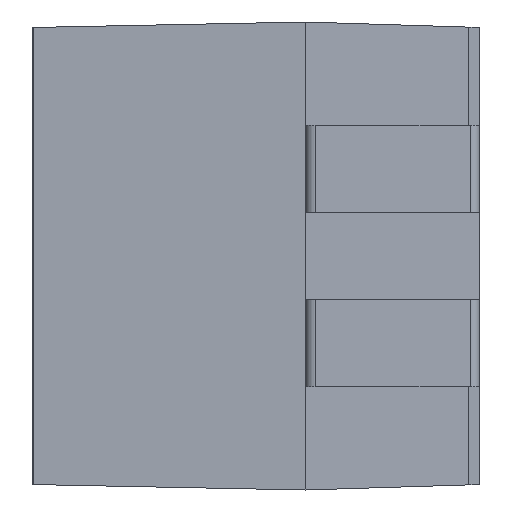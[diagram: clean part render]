
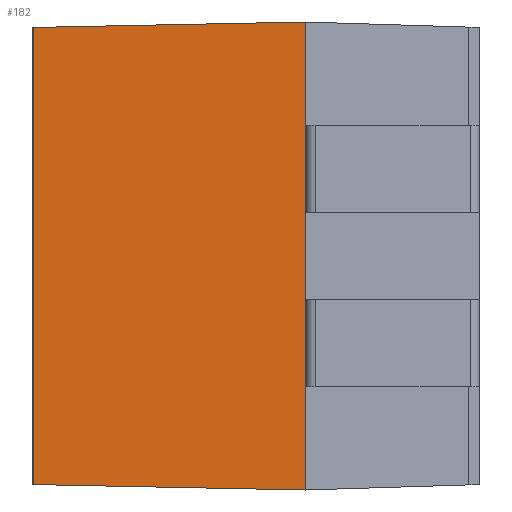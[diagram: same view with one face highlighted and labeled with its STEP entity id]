
A CAD part, left-side view. The second image highlights one B-rep face of the part: STEP entity #182.
In plain terms, the highlighted planar face has unit normal (-1, 0.02, 0).
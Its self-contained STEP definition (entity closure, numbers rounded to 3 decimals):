
#19 = VERTEX_POINT ( 'NONE', #710 ) ;
#21 = VERTEX_POINT ( 'NONE', #709 ) ;
#34 = VERTEX_POINT ( 'NONE', #559 ) ;
#84 = VERTEX_POINT ( 'NONE', #749 ) ;
#90 = EDGE_CURVE ( 'NONE', #21, #19, #875, .T. ) ;
#132 = VERTEX_POINT ( 'NONE', #919 ) ;
#146 = EDGE_CURVE ( 'NONE', #147, #170, #1071, .T. ) ;
#147 = VERTEX_POINT ( 'NONE', #1067 ) ;
#159 = EDGE_CURVE ( 'NONE', #84, #34, #1047, .T. ) ;
#170 = VERTEX_POINT ( 'NONE', #1028 ) ;
#182 = ADVANCED_FACE ( 'NONE', ( #1106 ), #1090, .T. ) ;
#183 = EDGE_LOOP ( 'NONE', ( #486, #487, #488, #491, #493, #494, #495, #496 ) ) ;
#427 = EDGE_CURVE ( 'NONE', #21, #147, #1748, .T. ) ;
#460 = EDGE_CURVE ( 'NONE', #132, #19, #2025, .T. ) ;
#486 = ORIENTED_EDGE ( 'NONE', *, *, #427, .T. ) ;
#487 = ORIENTED_EDGE ( 'NONE', *, *, #146, .T. ) ;
#488 = ORIENTED_EDGE ( 'NONE', *, *, #489, .F. ) ;
#489 = EDGE_CURVE ( 'NONE', #490, #170, #1928, .T. ) ;
#490 = VERTEX_POINT ( 'NONE', #1924 ) ;
#491 = ORIENTED_EDGE ( 'NONE', *, *, #492, .F. ) ;
#492 = EDGE_CURVE ( 'NONE', #34, #490, #1923, .T. ) ;
#493 = ORIENTED_EDGE ( 'NONE', *, *, #159, .F. ) ;
#494 = ORIENTED_EDGE ( 'NONE', *, *, #498, .T. ) ;
#495 = ORIENTED_EDGE ( 'NONE', *, *, #460, .T. ) ;
#496 = ORIENTED_EDGE ( 'NONE', *, *, #90, .F. ) ;
#498 = EDGE_CURVE ( 'NONE', #84, #132, #1919, .T. ) ;
#559 = CARTESIAN_POINT ( 'NONE',  ( -3.55, 1.6, 0.4 ) ) ;
#709 = CARTESIAN_POINT ( 'NONE',  ( -3.5, 4.1, -2.1 ) ) ;
#710 = CARTESIAN_POINT ( 'NONE',  ( -3.5, 4.1, 2.1 ) ) ;
#749 = CARTESIAN_POINT ( 'NONE',  ( -3.55, 1.6, 1.2 ) ) ;
#872 = DIRECTION ( 'NONE',  ( 0., 0., 1. ) ) ;
#873 = VECTOR ( 'NONE', #872, 1000. ) ;
#874 = CARTESIAN_POINT ( 'NONE',  ( -3.5, 4.1, 2.15 ) ) ;
#875 = LINE ( 'NONE', #874, #873 ) ;
#919 = CARTESIAN_POINT ( 'NONE',  ( -3.55, 1.6, 2.15 ) ) ;
#1028 = CARTESIAN_POINT ( 'NONE',  ( -3.55, 1.6, -1.2 ) ) ;
#1044 = DIRECTION ( 'NONE',  ( 0., 0., -1. ) ) ;
#1045 = VECTOR ( 'NONE', #1044, 1000. ) ;
#1046 = CARTESIAN_POINT ( 'NONE',  ( -3.55, 1.6, 1.2 ) ) ;
#1047 = LINE ( 'NONE', #1046, #1045 ) ;
#1067 = CARTESIAN_POINT ( 'NONE',  ( -3.55, 1.6, -2.15 ) ) ;
#1068 = DIRECTION ( 'NONE',  ( 0., 0., 1. ) ) ;
#1069 = VECTOR ( 'NONE', #1068, 1000. ) ;
#1070 = CARTESIAN_POINT ( 'NONE',  ( -3.55, 1.6, -2.15 ) ) ;
#1071 = LINE ( 'NONE', #1070, #1069 ) ;
#1086 = DIRECTION ( 'NONE',  ( -0.02, -1., 0. ) ) ;
#1087 = DIRECTION ( 'NONE',  ( -1., 0.02, 0. ) ) ;
#1088 = CARTESIAN_POINT ( 'NONE',  ( -3.5, 4.1, 2.15 ) ) ;
#1089 = AXIS2_PLACEMENT_3D ( 'NONE', #1088, #1087, #1086 ) ;
#1090 = PLANE ( 'NONE',  #1089 ) ;
#1106 = FACE_OUTER_BOUND ( 'NONE', #183, .T. ) ;
#1745 = DIRECTION ( 'NONE',  ( -0.02, -1., -0.02 ) ) ;
#1746 = VECTOR ( 'NONE', #1745, 1000. ) ;
#1747 = CARTESIAN_POINT ( 'NONE',  ( -3.5, 4.099, -2.1 ) ) ;
#1748 = LINE ( 'NONE', #1747, #1746 ) ;
#1916 = DIRECTION ( 'NONE',  ( 0., 0., 1. ) ) ;
#1917 = VECTOR ( 'NONE', #1916, 1000. ) ;
#1918 = CARTESIAN_POINT ( 'NONE',  ( -3.55, 1.6, -2.15 ) ) ;
#1919 = LINE ( 'NONE', #1918, #1917 ) ;
#1920 = DIRECTION ( 'NONE',  ( 0., 0., -1. ) ) ;
#1921 = VECTOR ( 'NONE', #1920, 1000. ) ;
#1922 = CARTESIAN_POINT ( 'NONE',  ( -3.55, 1.6, 0.4 ) ) ;
#1923 = LINE ( 'NONE', #1922, #1921 ) ;
#1924 = CARTESIAN_POINT ( 'NONE',  ( -3.55, 1.6, -0.4 ) ) ;
#1925 = DIRECTION ( 'NONE',  ( 0., 0., -1. ) ) ;
#1926 = VECTOR ( 'NONE', #1925, 1000. ) ;
#1927 = CARTESIAN_POINT ( 'NONE',  ( -3.55, 1.6, 1.2 ) ) ;
#1928 = LINE ( 'NONE', #1927, #1926 ) ;
#2022 = DIRECTION ( 'NONE',  ( 0.02, 1., -0.02 ) ) ;
#2023 = VECTOR ( 'NONE', #2022, 1000. ) ;
#2024 = CARTESIAN_POINT ( 'NONE',  ( -3.5, 4.099, 2.1 ) ) ;
#2025 = LINE ( 'NONE', #2024, #2023 ) ;
